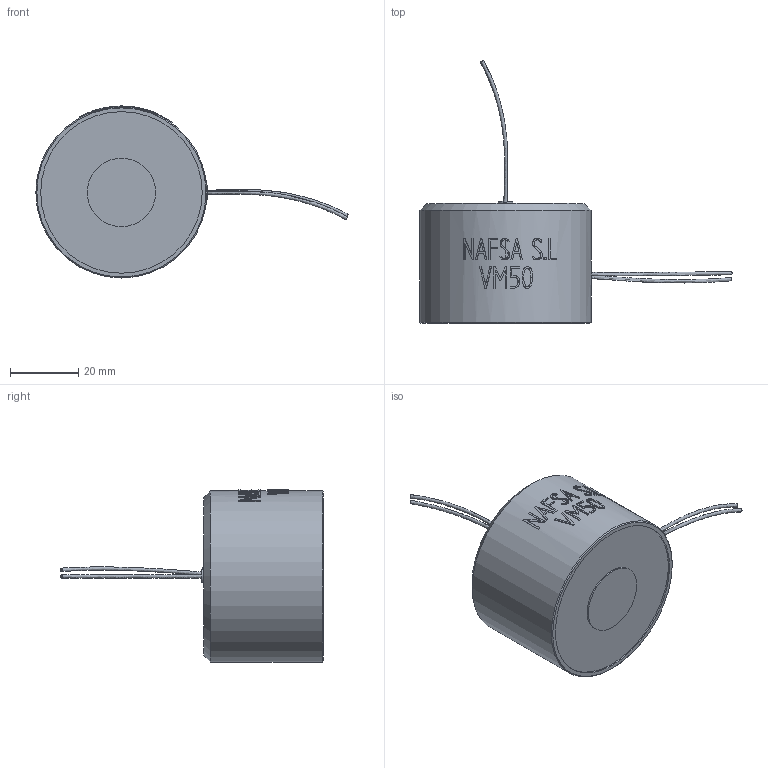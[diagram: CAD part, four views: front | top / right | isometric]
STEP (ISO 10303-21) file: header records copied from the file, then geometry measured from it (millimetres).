
FILE_DESCRIPTION( ( 'Unknown' ), '1' );
FILE_NAME( 'NAFSA_VM50_S.stp', 'Unknown', ( 'Unknown' ), ( 'Unknown' ), 'PSStep 11.0', 'Unknown', ' ' );
FILE_SCHEMA( ( 'AUTOMOTIVE_DESIGN { 1 0 10303 214 1 1 1 1 }' ) );
Length unit declared in the file: millimetre
Products named in the file (6): Assem1; Cto cables VM50; Cable negro; Cable rojo; C_VEM25; Carcasa VM50_S
Bounding box: 91.23 x 76.8 x 50.25 mm (x, y, z)
Volume: 135448 mm3; surface area: 19965.4 mm2
Topology: 11 solids, 11 shells, 295 faces, 695 edges, 462 vertices
Faces by surface type: plane 146, bspline 90, cylinder 53, cone 6
Full cylindrical faces by diameter (mm): 0.854 x6, 4.134 x2, 4.3 x5, 20 x2, 47.2 x2, 50 x2
Entity records: 7888 total; most frequent: CARTESIAN_POINT 4215, ORIENTED_EDGE 624, EDGE_CURVE 312, B_SPLINE_CURVE_WITH_KNOTS 290, DIRECTION 246, VERTEX_POINT 217, EDGE_LOOP 175, FACE_OUTER_BOUND 151
